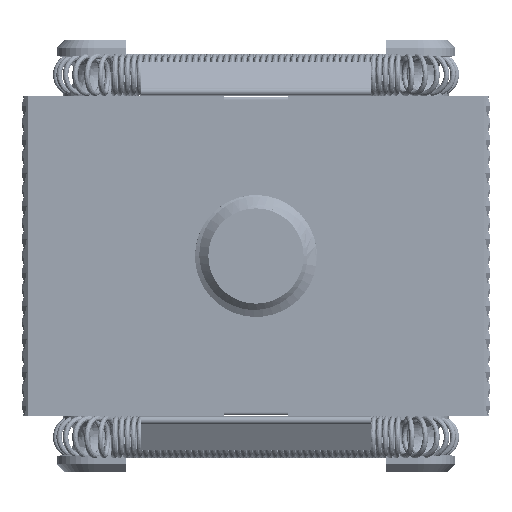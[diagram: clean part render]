
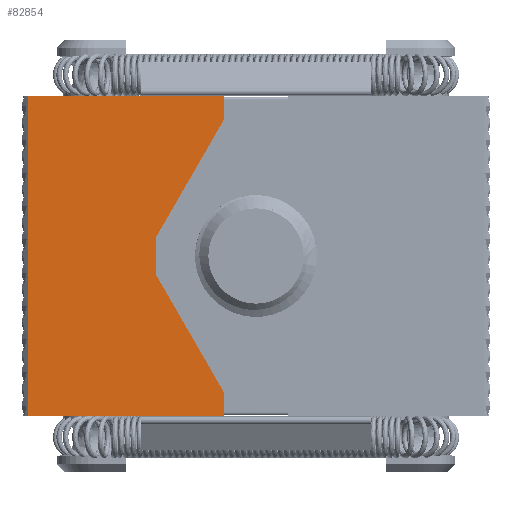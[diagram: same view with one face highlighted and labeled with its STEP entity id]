
A CAD part, front view. The second image highlights one B-rep face of the part: STEP entity #82854.
In plain terms, the highlighted face is planar.
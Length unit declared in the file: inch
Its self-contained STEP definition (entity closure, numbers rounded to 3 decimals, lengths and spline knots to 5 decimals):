
#419 = CARTESIAN_POINT ( 'NONE',  ( 1.64567, 1.12205, 0.0315 ) ) ;
#653 = AXIS2_PLACEMENT_3D ( 'NONE', #112559, #56278, #121951 ) ;
#2988 = ORIENTED_EDGE ( 'NONE', *, *, #80532, .T. ) ;
#6426 = LINE ( 'NONE', #71523, #56433 ) ;
#8497 = DIRECTION ( 'NONE',  ( -1., 0., 0. ) ) ;
#8950 = PLANE ( 'NONE',  #653 ) ;
#12529 = LINE ( 'NONE', #21150, #59721 ) ;
#13892 = LINE ( 'NONE', #114120, #38883 ) ;
#15132 = DIRECTION ( 'NONE',  ( 0.866, 0., -0.5 ) ) ;
#15227 = EDGE_CURVE ( 'NONE', #78072, #67222, #13892, .T. ) ;
#16817 = LINE ( 'NONE', #103904, #113897 ) ;
#16820 = VERTEX_POINT ( 'NONE', #27403 ) ;
#19765 = EDGE_CURVE ( 'NONE', #16820, #31550, #78608, .T. ) ;
#20883 = DIRECTION ( 'NONE',  ( 1., 0., 0. ) ) ;
#21150 = CARTESIAN_POINT ( 'NONE',  ( 0.82283, 1.12205, 1.03543 ) ) ;
#23849 = VECTOR ( 'NONE', #83148, 39.37008 ) ;
#26758 = LINE ( 'NONE', #92534, #23849 ) ;
#27403 = CARTESIAN_POINT ( 'NONE',  ( 0., 1.12205, 1.03543 ) ) ;
#28031 = CARTESIAN_POINT ( 'NONE',  ( 0.82283, 1.12205, 1.03543 ) ) ;
#28519 = VECTOR ( 'NONE', #50756, 39.37008 ) ;
#31550 = VERTEX_POINT ( 'NONE', #53292 ) ;
#37789 = CARTESIAN_POINT ( 'NONE',  ( 0.82283, 1.12205, 0.68858 ) ) ;
#38883 = VECTOR ( 'NONE', #8497, 39.37008 ) ;
#41798 = EDGE_CURVE ( 'NONE', #67222, #16820, #104631, .T. ) ;
#41816 = VERTEX_POINT ( 'NONE', #63333 ) ;
#46272 = ORIENTED_EDGE ( 'NONE', *, *, #19765, .T. ) ;
#46682 = VERTEX_POINT ( 'NONE', #82373 ) ;
#47852 = EDGE_CURVE ( 'NONE', #117808, #49127, #12529, .T. ) ;
#49127 = VERTEX_POINT ( 'NONE', #72285 ) ;
#50301 = ORIENTED_EDGE ( 'NONE', *, *, #118996, .T. ) ;
#50756 = DIRECTION ( 'NONE',  ( 1., 0., 0. ) ) ;
#52004 = VECTOR ( 'NONE', #102746, 39.37008 ) ;
#53292 = CARTESIAN_POINT ( 'NONE',  ( 0.12364, 1.12205, 1.03543 ) ) ;
#56278 = DIRECTION ( 'NONE',  ( 0., 1., 0. ) ) ;
#56433 = VECTOR ( 'NONE', #15132, 39.37008 ) ;
#57495 = ORIENTED_EDGE ( 'NONE', *, *, #15227, .T. ) ;
#58933 = ORIENTED_EDGE ( 'NONE', *, *, #62884, .T. ) ;
#59721 = VECTOR ( 'NONE', #20883, 39.37008 ) ;
#62884 = EDGE_CURVE ( 'NONE', #46682, #117808, #16817, .T. ) ;
#63333 = CARTESIAN_POINT ( 'NONE',  ( 0.72441, 1.12205, 0.68858 ) ) ;
#66525 = DIRECTION ( 'NONE',  ( 0.866, 0., 0.5 ) ) ;
#67222 = VERTEX_POINT ( 'NONE', #98422 ) ;
#67351 = CARTESIAN_POINT ( 'NONE',  ( 0., 1.12205, 0.48128 ) ) ;
#67371 = DIRECTION ( 'NONE',  ( 0., 0., 1. ) ) ;
#70133 = ORIENTED_EDGE ( 'NONE', *, *, #121908, .T. ) ;
#71523 = CARTESIAN_POINT ( 'NONE',  ( 0.12364, 1.12205, 1.03543 ) ) ;
#72285 = CARTESIAN_POINT ( 'NONE',  ( 1.64567, 1.12205, 1.03543 ) ) ;
#76712 = VECTOR ( 'NONE', #67371, 39.37008 ) ;
#78072 = VERTEX_POINT ( 'NONE', #419 ) ;
#78608 = LINE ( 'NONE', #28031, #28519 ) ;
#80532 = EDGE_CURVE ( 'NONE', #31550, #41816, #6426, .T. ) ;
#82373 = CARTESIAN_POINT ( 'NONE',  ( 0.92126, 1.12205, 0.68858 ) ) ;
#82854 = ADVANCED_FACE ( 'NONE', ( #99616 ), #8950, .T. ) ;
#83148 = DIRECTION ( 'NONE',  ( 0., 0., -1. ) ) ;
#91838 = EDGE_LOOP ( 'NONE', ( #114260, #70133, #57495, #92548, #46272, #2988, #50301, #58933 ) ) ;
#92534 = CARTESIAN_POINT ( 'NONE',  ( 1.64567, 1.12205, 0.48128 ) ) ;
#92548 = ORIENTED_EDGE ( 'NONE', *, *, #41798, .T. ) ;
#94192 = CARTESIAN_POINT ( 'NONE',  ( 1.52203, 1.12205, 1.03543 ) ) ;
#98422 = CARTESIAN_POINT ( 'NONE',  ( 0., 1.12205, 0.0315 ) ) ;
#99616 = FACE_OUTER_BOUND ( 'NONE', #91838, .T. ) ;
#102746 = DIRECTION ( 'NONE',  ( 1., 0., 0. ) ) ;
#103904 = CARTESIAN_POINT ( 'NONE',  ( 0.92126, 1.12205, 0.68858 ) ) ;
#104631 = LINE ( 'NONE', #67351, #76712 ) ;
#104978 = LINE ( 'NONE', #37789, #52004 ) ;
#112559 = CARTESIAN_POINT ( 'NONE',  ( 0.82283, 1.12205, 0.48128 ) ) ;
#113897 = VECTOR ( 'NONE', #66525, 39.37008 ) ;
#114120 = CARTESIAN_POINT ( 'NONE',  ( 0.82283, 1.12205, 0.0315 ) ) ;
#114260 = ORIENTED_EDGE ( 'NONE', *, *, #47852, .T. ) ;
#117808 = VERTEX_POINT ( 'NONE', #94192 ) ;
#118996 = EDGE_CURVE ( 'NONE', #41816, #46682, #104978, .T. ) ;
#121908 = EDGE_CURVE ( 'NONE', #49127, #78072, #26758, .T. ) ;
#121951 = DIRECTION ( 'NONE',  ( 0., 0., 1. ) ) ;
